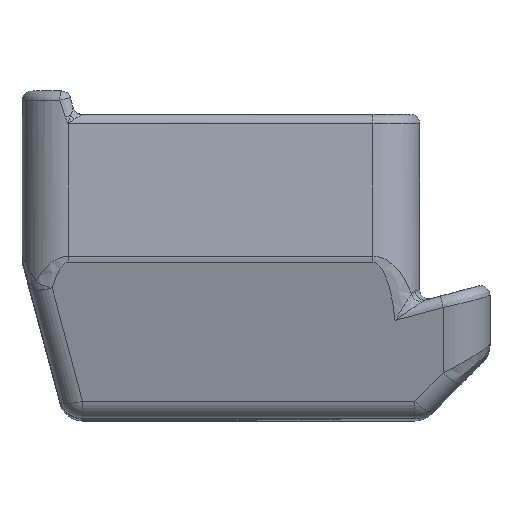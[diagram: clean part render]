
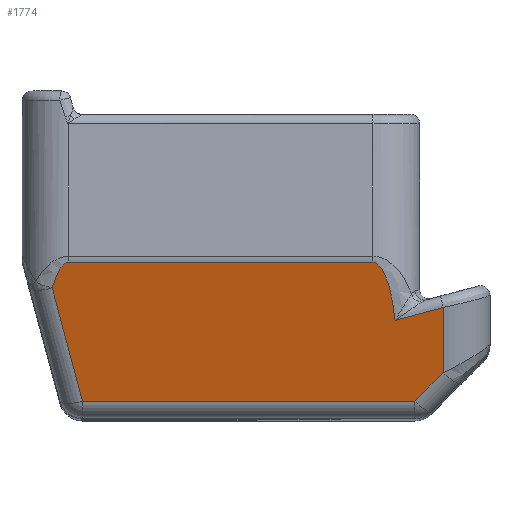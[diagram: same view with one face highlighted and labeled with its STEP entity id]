
A CAD part, top view. The second image highlights one B-rep face of the part: STEP entity #1774.
In plain terms, the highlighted planar face has unit normal (0, -0.259, 0.966).
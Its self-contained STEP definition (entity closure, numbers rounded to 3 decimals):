
#48=PLANE('',#1954);
#84=ELLIPSE('',#1955,1.932,0.5);
#85=ELLIPSE('',#1956,1.932,0.5);
#109=LINE('',#3267,#203);
#128=LINE('',#3421,#222);
#129=LINE('',#3427,#223);
#130=LINE('',#3431,#224);
#131=LINE('',#3433,#225);
#132=LINE('',#3434,#226);
#203=VECTOR('',#2221,10.);
#222=VECTOR('',#2308,10.);
#223=VECTOR('',#2315,10.);
#224=VECTOR('',#2318,10.);
#225=VECTOR('',#2319,10.);
#226=VECTOR('',#2320,10.);
#430=FACE_OUTER_BOUND('',#548,.T.);
#548=EDGE_LOOP('',(#1386,#1387,#1388,#1389,#1390,#1391,#1392,#1393));
#806=VERTEX_POINT('',#3208);
#813=VERTEX_POINT('',#3266);
#838=VERTEX_POINT('',#3420);
#839=VERTEX_POINT('',#3424);
#840=VERTEX_POINT('',#3426);
#841=VERTEX_POINT('',#3428);
#842=VERTEX_POINT('',#3430);
#843=VERTEX_POINT('',#3432);
#991=EDGE_CURVE('',#806,#813,#109,.T.);
#1031=EDGE_CURVE('',#813,#838,#128,.T.);
#1033=EDGE_CURVE('',#839,#806,#84,.T.);
#1034=EDGE_CURVE('',#840,#839,#129,.T.);
#1035=EDGE_CURVE('',#841,#840,#85,.T.);
#1036=EDGE_CURVE('',#842,#841,#130,.T.);
#1037=EDGE_CURVE('',#843,#842,#131,.T.);
#1038=EDGE_CURVE('',#838,#843,#132,.T.);
#1386=ORIENTED_EDGE('',*,*,#991,.F.);
#1387=ORIENTED_EDGE('',*,*,#1033,.F.);
#1388=ORIENTED_EDGE('',*,*,#1034,.F.);
#1389=ORIENTED_EDGE('',*,*,#1035,.F.);
#1390=ORIENTED_EDGE('',*,*,#1036,.F.);
#1391=ORIENTED_EDGE('',*,*,#1037,.F.);
#1392=ORIENTED_EDGE('',*,*,#1038,.F.);
#1393=ORIENTED_EDGE('',*,*,#1031,.F.);
#1774=ADVANCED_FACE('',(#430),#48,.F.);
#1954=AXIS2_PLACEMENT_3D('',#3423,#2311,#2312);
#1955=AXIS2_PLACEMENT_3D('',#3425,#2313,#2314);
#1956=AXIS2_PLACEMENT_3D('',#3429,#2316,#2317);
#2221=DIRECTION('',(0.964,0.258,0.069));
#2308=DIRECTION('',(0.,-0.966,-0.259));
#2311=DIRECTION('center_axis',(0.,0.259,-0.966));
#2312=DIRECTION('ref_axis',(0.,0.966,0.259));
#2313=DIRECTION('center_axis',(0.,0.259,-0.966));
#2314=DIRECTION('ref_axis',(0.,0.966,0.259));
#2315=DIRECTION('',(1.,0.,0.));
#2316=DIRECTION('center_axis',(0.,0.259,-0.966));
#2317=DIRECTION('ref_axis',(0.,0.966,0.259));
#2318=DIRECTION('',(-0.251,0.935,0.251));
#2319=DIRECTION('',(-1.,0.,0.));
#2320=DIRECTION('',(-0.695,-0.695,-0.186));
#3208=CARTESIAN_POINT('',(7.971,-4.901,15.651));
#3266=CARTESIAN_POINT('',(9.,-4.625,15.725));
#3267=CARTESIAN_POINT('',(4.373,-5.865,15.393));
#3420=CARTESIAN_POINT('',(9.,-6.02,15.351));
#3421=CARTESIAN_POINT('',(9.,-8.747,14.621));
#3423=CARTESIAN_POINT('Origin',(0.,-8.029,14.813));
#3424=CARTESIAN_POINT('',(7.5,-3.664,15.983));
#3425=CARTESIAN_POINT('Origin',(7.5,-5.53,15.483));
#3426=CARTESIAN_POINT('',(1.,-3.664,15.983));
#3427=CARTESIAN_POINT('',(2.5,-3.664,15.983));
#3428=CARTESIAN_POINT('',(0.646,-4.21,15.837));
#3429=CARTESIAN_POINT('Origin',(1.,-5.53,15.483));
#3430=CARTESIAN_POINT('',(1.295,-6.629,15.188));
#3431=CARTESIAN_POINT('',(1.511,-7.437,14.972));
#3432=CARTESIAN_POINT('',(8.391,-6.629,15.188));
#3433=CARTESIAN_POINT('',(0.456,-6.629,15.188));
#3434=CARTESIAN_POINT('',(4.982,-10.038,14.275));
